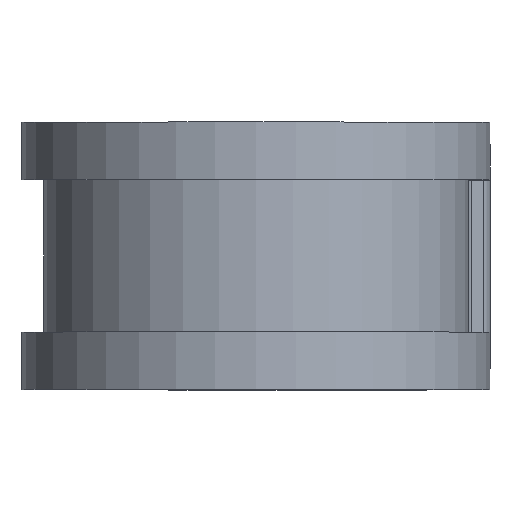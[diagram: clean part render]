
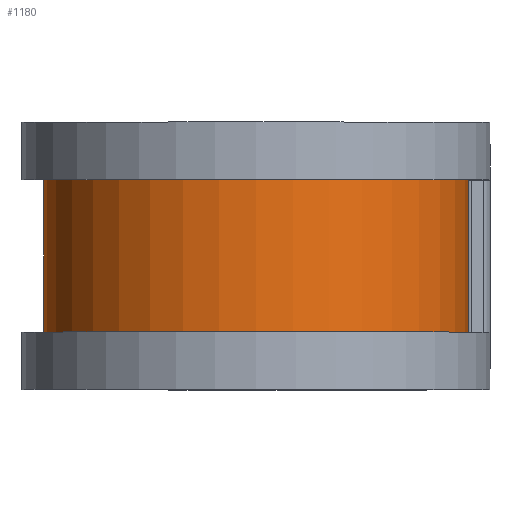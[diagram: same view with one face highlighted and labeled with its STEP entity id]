
A CAD part, top view. The second image highlights one B-rep face of the part: STEP entity #1180.
In plain terms, the highlighted cylindrical face has radius 15.037 mm (diameter 30.074 mm), a partial arc.
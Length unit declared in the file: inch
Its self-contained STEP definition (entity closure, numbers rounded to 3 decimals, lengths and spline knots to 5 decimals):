
#4 = EDGE_CURVE ( 'NONE', #971, #979, #555, .T. ) ;
#36 = CARTESIAN_POINT ( 'NONE',  ( 0., 0.2125, -0.592 ) ) ;
#166 = ORIENTED_EDGE ( 'NONE', *, *, #514, .T. ) ;
#210 = AXIS2_PLACEMENT_3D ( 'NONE', #1389, #1286, #1267 ) ;
#272 = LINE ( 'NONE', #1434, #278 ) ;
#278 = VECTOR ( 'NONE', #1695, 39.37008 ) ;
#342 = VECTOR ( 'NONE', #1565, 39.37008 ) ;
#356 = VERTEX_POINT ( 'NONE', #747 ) ;
#496 = DIRECTION ( 'NONE',  ( 0., 0., -1. ) ) ;
#504 = ORIENTED_EDGE ( 'NONE', *, *, #692, .F. ) ;
#514 = EDGE_CURVE ( 'NONE', #822, #979, #1082, .T. ) ;
#555 = CIRCLE ( 'NONE', #210, 0.592 ) ;
#577 = ORIENTED_EDGE ( 'NONE', *, *, #1292, .T. ) ;
#692 = EDGE_CURVE ( 'NONE', #356, #971, #272, .T. ) ;
#734 = ORIENTED_EDGE ( 'NONE', *, *, #4, .F. ) ;
#736 = CARTESIAN_POINT ( 'NONE',  ( 0.592, -0.2125, 0. ) ) ;
#747 = CARTESIAN_POINT ( 'NONE',  ( 0.592, 0.2125, 0. ) ) ;
#822 = VERTEX_POINT ( 'NONE', #36 ) ;
#870 = DIRECTION ( 'NONE',  ( 0., -1., 0. ) ) ;
#884 = EDGE_LOOP ( 'NONE', ( #504, #577, #166, #734 ) ) ;
#906 = CARTESIAN_POINT ( 'NONE',  ( 0., 0.3125, -0.592 ) ) ;
#971 = VERTEX_POINT ( 'NONE', #736 ) ;
#979 = VERTEX_POINT ( 'NONE', #1458 ) ;
#1082 = LINE ( 'NONE', #906, #342 ) ;
#1134 = AXIS2_PLACEMENT_3D ( 'NONE', #1566, #870, #1699 ) ;
#1180 = ADVANCED_FACE ( 'NONE', ( #1733 ), #1726, .T. ) ;
#1267 = DIRECTION ( 'NONE',  ( 0., 0., -1. ) ) ;
#1286 = DIRECTION ( 'NONE',  ( 0., -1., 0. ) ) ;
#1292 = EDGE_CURVE ( 'NONE', #356, #822, #1747, .T. ) ;
#1297 = CARTESIAN_POINT ( 'NONE',  ( 0., 0.3125, 0. ) ) ;
#1389 = CARTESIAN_POINT ( 'NONE',  ( 0., -0.2125, 0. ) ) ;
#1395 = DIRECTION ( 'NONE',  ( 0., -1., 0. ) ) ;
#1434 = CARTESIAN_POINT ( 'NONE',  ( 0.592, 0.3125, 0. ) ) ;
#1458 = CARTESIAN_POINT ( 'NONE',  ( 0., -0.2125, -0.592 ) ) ;
#1539 = AXIS2_PLACEMENT_3D ( 'NONE', #1297, #1395, #496 ) ;
#1565 = DIRECTION ( 'NONE',  ( 0., -1., 0. ) ) ;
#1566 = CARTESIAN_POINT ( 'NONE',  ( 0., 0.2125, 0. ) ) ;
#1695 = DIRECTION ( 'NONE',  ( 0., -1., 0. ) ) ;
#1699 = DIRECTION ( 'NONE',  ( 0., 0., -1. ) ) ;
#1726 = CYLINDRICAL_SURFACE ( 'NONE', #1539, 0.592 ) ;
#1733 = FACE_OUTER_BOUND ( 'NONE', #884, .T. ) ;
#1747 = CIRCLE ( 'NONE', #1134, 0.592 ) ;
